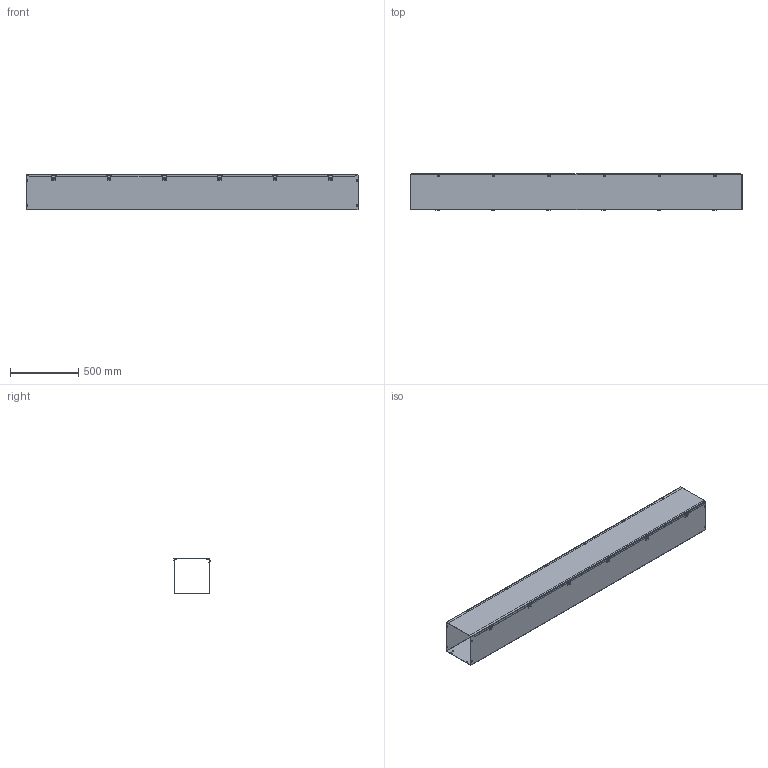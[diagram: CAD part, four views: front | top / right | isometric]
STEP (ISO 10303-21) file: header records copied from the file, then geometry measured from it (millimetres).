
FILE_DESCRIPTION(/* description */ ('HS, NK, BLR 10X10X96'),/* implementation_level */ '2;1');
FILE_NAME(/* name */ 'HS10108NK.stp',/* time_stamp */ '2017-03-14T18:27:26+06:00',/* author */ ('mgunasekar'),/* organization */ (''),/* preprocessor_version */ 'ST-DEVELOPER v16.1',/* originating_system */ 'Autodesk Inventor 2016',/* authorisation */ '');
FILE_SCHEMA (('AUTOMOTIVE_DESIGN { 1 0 10303 214 3 1 1 }'));
Length unit declared in the file: inch
Products named in the file (5): HS10108NKBLR; HS10108NKLID; 372141; 31816; HS10108NK
Assembly tree (20 placements, depth 2):
  HS10108NK
    HS10108NKBLR
    HS10108NKLID
    372141  x12
    31816  x6
Bounding box: 2438.4 x 266.84 x 263.07 mm (x, y, z)
Volume: 4989213.1 mm3; surface area: 5337828.5 mm2
Topology: 20 solids, 20 shells, 1407 faces, 3475 edges, 2120 vertices
Faces by surface type: plane 631, cone 324, cylinder 280, torus 156, bspline 16
Full cylindrical faces by diameter (mm): 4.089 x12, 4.595 x96, 6.35 x4, 7.938 x12
Entity records: 12822 total; most frequent: CARTESIAN_POINT 2624, DIRECTION 1983, ORIENTED_EDGE 1962, EDGE_CURVE 981, LINE 681, VECTOR 681, VERTEX_POINT 662, AXIS2_PLACEMENT_3D 651
